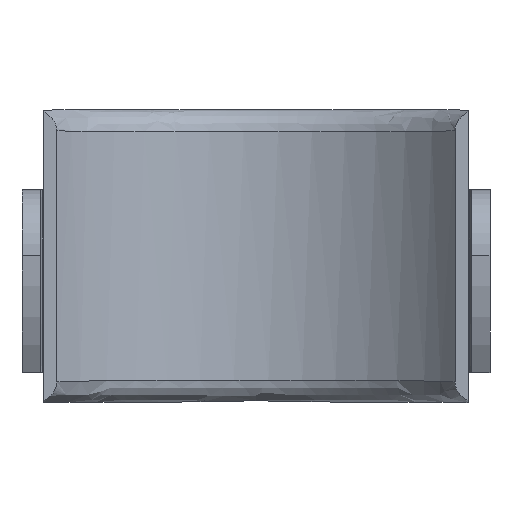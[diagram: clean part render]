
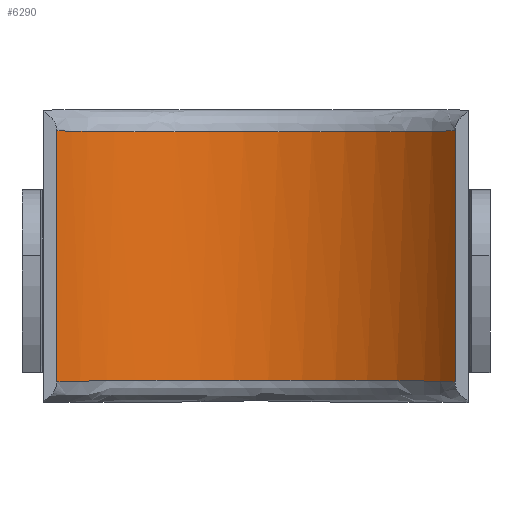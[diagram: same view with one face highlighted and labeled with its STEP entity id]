
A CAD part, front view. The second image highlights one B-rep face of the part: STEP entity #6290.
In plain terms, the highlighted cylindrical face has radius 35 mm (diameter 70 mm), a partial arc.
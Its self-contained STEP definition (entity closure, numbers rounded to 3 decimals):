
#365 = CARTESIAN_POINT ( 'NONE',  ( 17.959, -4.952, 17.023 ) ) ;
#376 = EDGE_CURVE ( 'NONE', #4637, #695, #2566, .T. ) ;
#396 = CARTESIAN_POINT ( 'NONE',  ( -10.236, -1.505, 17.001 ) ) ;
#695 = VERTEX_POINT ( 'NONE', #4452 ) ;
#789 = CYLINDRICAL_SURFACE ( 'NONE', #2163, 35. ) ;
#918 = CARTESIAN_POINT ( 'NONE',  ( 27.221, -13., 17.164 ) ) ;
#924 = FACE_OUTER_BOUND ( 'NONE', #5475, .T. ) ;
#941 = CARTESIAN_POINT ( 'NONE',  ( 16.253, -3.996, 17.014 ) ) ;
#957 = CARTESIAN_POINT ( 'NONE',  ( -13.912, -2.858, 17.007 ) ) ;
#1289 = EDGE_CURVE ( 'NONE', #4736, #1912, #5737, .T. ) ;
#1429 = ORIENTED_EDGE ( 'NONE', *, *, #6107, .T. ) ;
#1518 = CARTESIAN_POINT ( 'NONE',  ( 12.73, -2.293, 17.003 ) ) ;
#1539 = CARTESIAN_POINT ( 'NONE',  ( -19.61, -5.892, 17.03 ) ) ;
#1609 = DIRECTION ( 'NONE',  ( 0., 0., -1. ) ) ;
#1912 = VERTEX_POINT ( 'NONE', #2561 ) ;
#1983 = B_SPLINE_CURVE_WITH_KNOTS ( 'NONE', 3,
 ( #918, #4355, #2066, #6039, #2621, #6596, #3223, #7190, #3801, #365, #4379, #941, #4930, #1518, #5501, #2090, #6057, #2648, #6621, #3244, #7206, #3828, #396, #4401, #957, #4964, #1539, #5522, #2113, #6084, #2670, #6649 ),
 .UNSPECIFIED., .F., .F.,
 ( 4, 2, 2, 2, 2, 2, 2, 2, 2, 2, 2, 2, 2, 2, 2, 4 ),
 ( 0., 0.002, 0.004, 0.008, 0.012, 0.014, 0.016, 0.024, 0.027, 0.031, 0.039, 0.043, 0.047, 0.055, 0.059, 0.063 ),
 .UNSPECIFIED. ) ;
#2066 = CARTESIAN_POINT ( 'NONE',  ( 26.384, -11.994, 17.139 ) ) ;
#2090 = CARTESIAN_POINT ( 'NONE',  ( 6.488, -0.582, 16.999 ) ) ;
#2113 = CARTESIAN_POINT ( 'NONE',  ( -23.671, -9.186, 17.08 ) ) ;
#2163 = AXIS2_PLACEMENT_3D ( 'NONE', #6309, #2910, #2322 ) ;
#2293 = CARTESIAN_POINT ( 'NONE',  ( -27.221, -13., 20. ) ) ;
#2322 = DIRECTION ( 'NONE',  ( -1., 0., 0. ) ) ;
#2444 = VECTOR ( 'NONE', #1609, 1000. ) ;
#2460 = DIRECTION ( 'NONE',  ( 0., 0., -1. ) ) ;
#2561 = CARTESIAN_POINT ( 'NONE',  ( 27.221, -13., -17.164 ) ) ;
#2566 = LINE ( 'NONE', #2293, #2444 ) ;
#2621 = CARTESIAN_POINT ( 'NONE',  ( 25.053, -10.551, 17.107 ) ) ;
#2648 = CARTESIAN_POINT ( 'NONE',  ( 2.597, -0.072, 16.999 ) ) ;
#2662 = EDGE_CURVE ( 'NONE', #695, #1912, #3144, .T. ) ;
#2670 = CARTESIAN_POINT ( 'NONE',  ( -26.398, -11.982, 17.138 ) ) ;
#2910 = DIRECTION ( 'NONE',  ( 0., 0., -1. ) ) ;
#3144 = B_SPLINE_CURVE_WITH_KNOTS ( 'NONE', 3,
 ( #4887, #4895, #4803, #4792, #4770, #4759, #4743, #4730, #4705, #4700, #4690, #4657, #4606, #4577, #4561, #4539, #4489, #4441, #4420, #4414, #4395, #4392, #4373, #4369, #4348, #4342, #4332, #4321, #4312, #4291, #4284, #4273 ),
 .UNSPECIFIED., .F., .F.,
 ( 4, 2, 2, 2, 2, 2, 2, 2, 2, 2, 2, 2, 2, 2, 2, 4 ),
 ( 0., 0.004, 0.008, 0.016, 0.02, 0.023, 0.031, 0.035, 0.039, 0.047, 0.049, 0.051, 0.055, 0.059, 0.061, 0.062 ),
 .UNSPECIFIED. ) ;
#3222 = CARTESIAN_POINT ( 'NONE',  ( 27.221, -13., 17.164 ) ) ;
#3223 = CARTESIAN_POINT ( 'NONE',  ( 22.693, -8.322, 17.066 ) ) ;
#3244 = CARTESIAN_POINT ( 'NONE',  ( -2.635, -0.001, 16.999 ) ) ;
#3801 = CARTESIAN_POINT ( 'NONE',  ( 19.609, -5.98, 17.033 ) ) ;
#3828 = CARTESIAN_POINT ( 'NONE',  ( -8.987, -1.149, 17. ) ) ;
#3999 = ORIENTED_EDGE ( 'NONE', *, *, #376, .T. ) ;
#4273 = CARTESIAN_POINT ( 'NONE',  ( 27.221, -13., -17.164 ) ) ;
#4284 = CARTESIAN_POINT ( 'NONE',  ( 26.81, -12.491, -17.151 ) ) ;
#4291 = CARTESIAN_POINT ( 'NONE',  ( 26.384, -11.994, -17.139 ) ) ;
#4298 = CARTESIAN_POINT ( 'NONE',  ( -27.221, -13., 17.164 ) ) ;
#4312 = CARTESIAN_POINT ( 'NONE',  ( 25.506, -11.024, -17.117 ) ) ;
#4321 = CARTESIAN_POINT ( 'NONE',  ( 25.053, -10.551, -17.107 ) ) ;
#4332 = CARTESIAN_POINT ( 'NONE',  ( 23.663, -9.179, -17.08 ) ) ;
#4342 = CARTESIAN_POINT ( 'NONE',  ( 22.693, -8.322, -17.066 ) ) ;
#4348 = CARTESIAN_POINT ( 'NONE',  ( 20.666, -6.723, -17.042 ) ) ;
#4355 = CARTESIAN_POINT ( 'NONE',  ( 26.81, -12.491, 17.151 ) ) ;
#4369 = CARTESIAN_POINT ( 'NONE',  ( 19.609, -5.98, -17.033 ) ) ;
#4373 = CARTESIAN_POINT ( 'NONE',  ( 17.959, -4.952, -17.023 ) ) ;
#4379 = CARTESIAN_POINT ( 'NONE',  ( 17.398, -4.623, 17.02 ) ) ;
#4392 = CARTESIAN_POINT ( 'NONE',  ( 17.398, -4.623, -17.02 ) ) ;
#4395 = CARTESIAN_POINT ( 'NONE',  ( 16.253, -3.996, -17.014 ) ) ;
#4401 = CARTESIAN_POINT ( 'NONE',  ( -12.709, -2.363, 17.004 ) ) ;
#4414 = CARTESIAN_POINT ( 'NONE',  ( 15.669, -3.697, -17.012 ) ) ;
#4420 = CARTESIAN_POINT ( 'NONE',  ( 12.73, -2.293, -17.003 ) ) ;
#4431 = CARTESIAN_POINT ( 'NONE',  ( 27.221, -13., 20. ) ) ;
#4441 = CARTESIAN_POINT ( 'NONE',  ( 10.287, -1.445, -17.001 ) ) ;
#4452 = CARTESIAN_POINT ( 'NONE',  ( -27.221, -13., -17.164 ) ) ;
#4489 = CARTESIAN_POINT ( 'NONE',  ( 6.488, -0.582, -16.999 ) ) ;
#4539 = CARTESIAN_POINT ( 'NONE',  ( 5.193, -0.363, -16.999 ) ) ;
#4561 = CARTESIAN_POINT ( 'NONE',  ( 2.597, -0.072, -16.999 ) ) ;
#4577 = CARTESIAN_POINT ( 'NONE',  ( 1.293, 0.001, -16.999 ) ) ;
#4606 = CARTESIAN_POINT ( 'NONE',  ( -2.635, -0.001, -16.999 ) ) ;
#4637 = VERTEX_POINT ( 'NONE', #4298 ) ;
#4657 = CARTESIAN_POINT ( 'NONE',  ( -5.204, -0.293, -16.999 ) ) ;
#4690 = CARTESIAN_POINT ( 'NONE',  ( -8.987, -1.149, -17. ) ) ;
#4700 = CARTESIAN_POINT ( 'NONE',  ( -10.236, -1.505, -17.001 ) ) ;
#4705 = CARTESIAN_POINT ( 'NONE',  ( -12.709, -2.363, -17.004 ) ) ;
#4730 = CARTESIAN_POINT ( 'NONE',  ( -13.912, -2.858, -17.007 ) ) ;
#4736 = VERTEX_POINT ( 'NONE', #3222 ) ;
#4743 = CARTESIAN_POINT ( 'NONE',  ( -17.414, -4.529, -17.018 ) ) ;
#4759 = CARTESIAN_POINT ( 'NONE',  ( -19.61, -5.892, -17.03 ) ) ;
#4770 = CARTESIAN_POINT ( 'NONE',  ( -22.692, -8.321, -17.066 ) ) ;
#4792 = CARTESIAN_POINT ( 'NONE',  ( -23.671, -9.186, -17.08 ) ) ;
#4803 = CARTESIAN_POINT ( 'NONE',  ( -25.523, -11.016, -17.116 ) ) ;
#4887 = CARTESIAN_POINT ( 'NONE',  ( -27.221, -13., -17.164 ) ) ;
#4895 = CARTESIAN_POINT ( 'NONE',  ( -26.398, -11.982, -17.138 ) ) ;
#4930 = CARTESIAN_POINT ( 'NONE',  ( 15.669, -3.697, 17.012 ) ) ;
#4964 = CARTESIAN_POINT ( 'NONE',  ( -17.414, -4.529, 17.018 ) ) ;
#5251 = ORIENTED_EDGE ( 'NONE', *, *, #1289, .F. ) ;
#5475 = EDGE_LOOP ( 'NONE', ( #3999, #6303, #5251, #1429 ) ) ;
#5501 = CARTESIAN_POINT ( 'NONE',  ( 10.287, -1.445, 17.001 ) ) ;
#5522 = CARTESIAN_POINT ( 'NONE',  ( -22.692, -8.321, 17.066 ) ) ;
#5720 = VECTOR ( 'NONE', #2460, 1000. ) ;
#5737 = LINE ( 'NONE', #4431, #5720 ) ;
#6039 = CARTESIAN_POINT ( 'NONE',  ( 25.506, -11.024, 17.117 ) ) ;
#6057 = CARTESIAN_POINT ( 'NONE',  ( 5.193, -0.363, 16.999 ) ) ;
#6084 = CARTESIAN_POINT ( 'NONE',  ( -25.523, -11.016, 17.116 ) ) ;
#6107 = EDGE_CURVE ( 'NONE', #4736, #4637, #1983, .T. ) ;
#6290 = ADVANCED_FACE ( 'NONE', ( #924 ), #789, .F. ) ;
#6303 = ORIENTED_EDGE ( 'NONE', *, *, #2662, .T. ) ;
#6309 = CARTESIAN_POINT ( 'NONE',  ( 0., -35., 20. ) ) ;
#6596 = CARTESIAN_POINT ( 'NONE',  ( 23.663, -9.179, 17.08 ) ) ;
#6621 = CARTESIAN_POINT ( 'NONE',  ( 1.293, 0.001, 16.999 ) ) ;
#6649 = CARTESIAN_POINT ( 'NONE',  ( -27.221, -13., 17.164 ) ) ;
#7190 = CARTESIAN_POINT ( 'NONE',  ( 20.666, -6.723, 17.042 ) ) ;
#7206 = CARTESIAN_POINT ( 'NONE',  ( -5.204, -0.293, 16.999 ) ) ;
